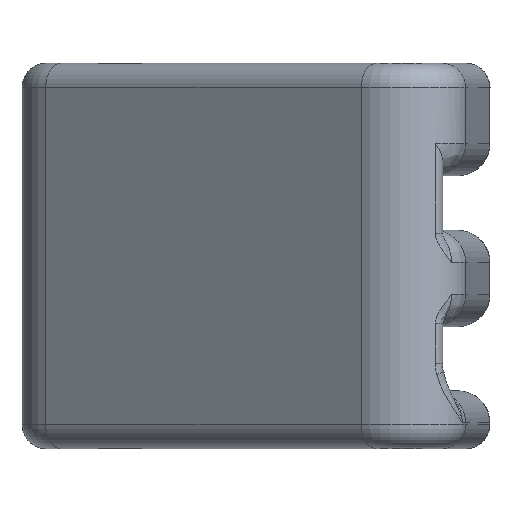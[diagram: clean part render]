
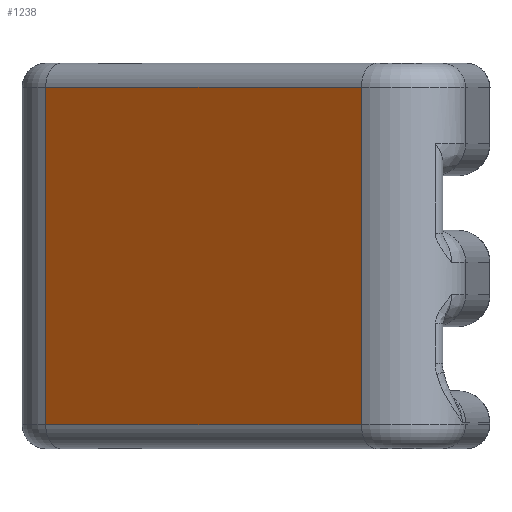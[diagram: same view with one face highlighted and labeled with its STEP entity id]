
A CAD part, front view. The second image highlights one B-rep face of the part: STEP entity #1238.
In plain terms, the highlighted face is planar.
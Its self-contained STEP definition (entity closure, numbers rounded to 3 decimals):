
#235=FACE_OUTER_BOUND('',#318,.T.);
#318=EDGE_LOOP('',(#985,#986,#987,#988));
#399=LINE('',#1972,#475);
#406=LINE('',#1999,#482);
#411=LINE('',#2061,#487);
#425=LINE('',#2140,#501);
#475=VECTOR('',#1570,10.);
#482=VECTOR('',#1603,10.);
#487=VECTOR('',#1632,10.);
#501=VECTOR('',#1682,10.);
#559=VERTEX_POINT('',#1966);
#560=VERTEX_POINT('',#1970);
#567=VERTEX_POINT('',#1998);
#583=VERTEX_POINT('',#2055);
#681=EDGE_CURVE('',#560,#559,#399,.T.);
#694=EDGE_CURVE('',#559,#567,#406,.T.);
#713=EDGE_CURVE('',#567,#583,#411,.T.);
#742=EDGE_CURVE('',#583,#560,#425,.T.);
#985=ORIENTED_EDGE('',*,*,#681,.F.);
#986=ORIENTED_EDGE('',*,*,#742,.F.);
#987=ORIENTED_EDGE('',*,*,#713,.F.);
#988=ORIENTED_EDGE('',*,*,#694,.F.);
#1199=PLANE('',#1381);
#1238=ADVANCED_FACE('',(#235),#1199,.T.);
#1381=AXIS2_PLACEMENT_3D('',#2142,#1685,#1686);
#1570=DIRECTION('',(-0.105,0.994,0.));
#1603=DIRECTION('',(0.,0.,1.));
#1632=DIRECTION('',(0.105,-0.994,0.));
#1682=DIRECTION('',(0.,0.,-1.));
#1685=DIRECTION('center_axis',(-0.994,-0.105,0.));
#1686=DIRECTION('ref_axis',(0.105,-0.994,0.));
#1966=CARTESIAN_POINT('',(53.197,-56.711,20.25));
#1970=CARTESIAN_POINT('',(54.523,-69.288,20.25));
#1972=CARTESIAN_POINT('',(53.341,-58.082,20.25));
#1998=CARTESIAN_POINT('',(53.197,-56.711,30.75));
#1999=CARTESIAN_POINT('',(53.197,-56.711,16.));
#2055=CARTESIAN_POINT('',(54.523,-69.288,30.75));
#2061=CARTESIAN_POINT('',(53.364,-58.292,30.75));
#2140=CARTESIAN_POINT('',(54.523,-69.288,15.));
#2142=CARTESIAN_POINT('Origin',(52.811,-53.055,16.));
